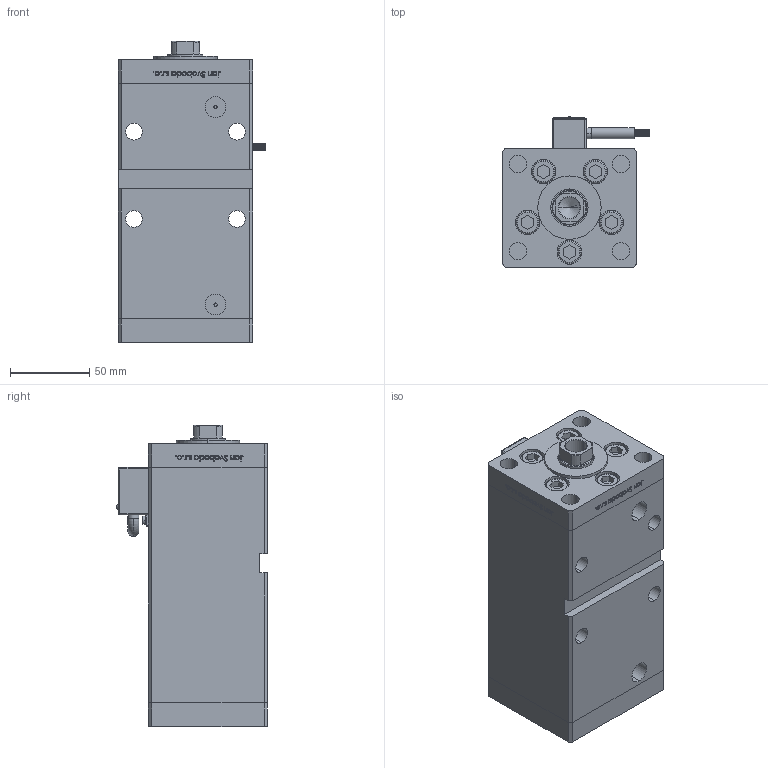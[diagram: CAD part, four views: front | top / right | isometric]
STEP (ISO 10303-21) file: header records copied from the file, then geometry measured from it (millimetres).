
FILE_DESCRIPTION (( 'STEP AP203' ), '1' );
FILE_NAME ('70de.STEP', '2024-01-08T19:27:28', ( '' ), ( '' ), 'SwSTEP 2.0', 'SolidWorks 2019', '' );
FILE_SCHEMA (( 'CONFIG_CONTROL_DESIGN' ));
Length unit declared in the file: millimetre
Products named in the file (7): V220C_E MIDDLE cad0b9a9e3e88b9c5c9e737d586b408b; Magnetic_Switch_MSU4 cad0b9a9e3e88b9c5c9e737d586b408b; V220C BACK_E cad0b9a9e3e88b9c5c9e737d586b408b; V220C_VC_E cad0b9a9e3e88b9c5c9e737d586b408b; 70de; V220C_FRONT_E cad0b9a9e3e88b9c5c9e737d586b408b; ALLEN BOLT cad0b9a9e3e88b9c5c9e737d586b408b
Assembly tree (15 placements, depth 2):
  70de
    V220C BACK_E cad0b9a9e3e88b9c5c9e737d586b408b
    V220C_E MIDDLE cad0b9a9e3e88b9c5c9e737d586b408b
    V220C_FRONT_E cad0b9a9e3e88b9c5c9e737d586b408b
    ALLEN BOLT cad0b9a9e3e88b9c5c9e737d586b408b  x10
    Magnetic_Switch_MSU4 cad0b9a9e3e88b9c5c9e737d586b408b
    V220C_VC_E cad0b9a9e3e88b9c5c9e737d586b408b
Bounding box: 93.3 x 95.1 x 190 mm (x, y, z)
Volume: 988880.6 mm3; surface area: 177827 mm2
Topology: 15 solids, 16 shells, 1316 faces, 3276 edges, 2136 vertices
Faces by surface type: plane 514, bspline 484, cylinder 210, torus 48, cone 48, sphere 12
Entity records: 56197 total; most frequent: CARTESIAN_POINT 30988, ORIENTED_EDGE 5704, DIRECTION 3566, EDGE_CURVE 2852, VERTEX_POINT 1884, LINE 1466, VECTOR 1466, EDGE_LOOP 1308
